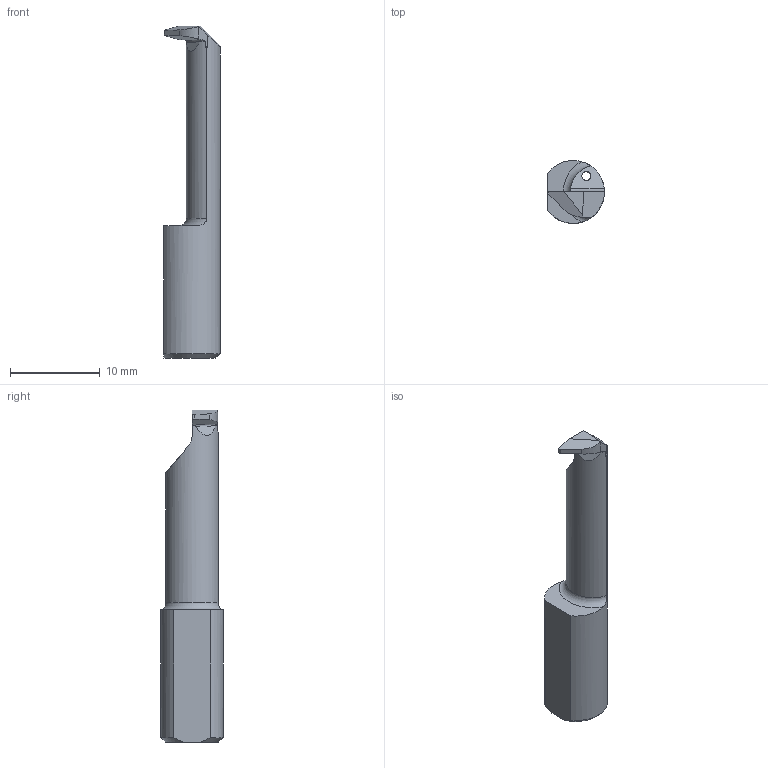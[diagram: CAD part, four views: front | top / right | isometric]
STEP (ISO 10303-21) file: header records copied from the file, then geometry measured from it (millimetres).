
FILE_DESCRIPTION (( 'STEP AP203' ), '1' );
FILE_NAME ('LP07.1220-22.step', '2024-03-06T15:58:41', ( '' ), ( '' ), 'SwSTEP 2.0', 'SolidWorks 2022', '' );
FILE_SCHEMA (( 'CONFIG_CONTROL_DESIGN' ));
Length unit declared in the file: millimetre
Products named in the file (1): LP07.1220-22
Bounding box: 6.35 x 7 x 36.99 mm (x, y, z)
Volume: 831.8 mm3; surface area: 793.3 mm2
Topology: 1 solids, 1 shells, 25 faces, 70 edges, 47 vertices
Faces by surface type: plane 14, cylinder 7, torus 3, cone 1
Full cylindrical faces by diameter (mm): 1 x1
Entity records: 938 total; most frequent: CARTESIAN_POINT 263, ORIENTED_EDGE 136, DIRECTION 108, EDGE_CURVE 68, VERTEX_POINT 46, AXIS2_PLACEMENT_3D 37, LINE 34, VECTOR 34
